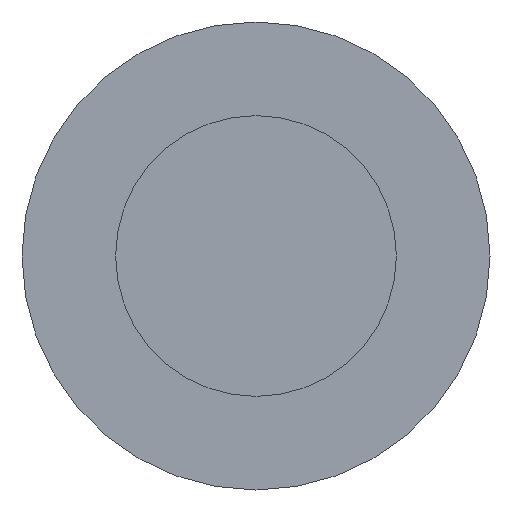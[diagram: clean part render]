
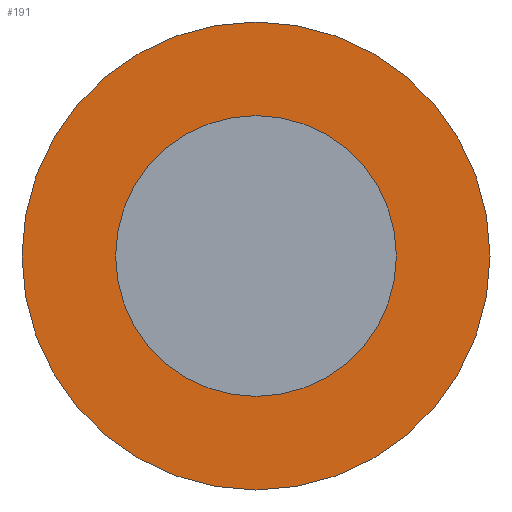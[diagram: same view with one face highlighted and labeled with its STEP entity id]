
A CAD part, left-side view. The second image highlights one B-rep face of the part: STEP entity #191.
In plain terms, the highlighted planar face has unit normal (-1, 0, 0).
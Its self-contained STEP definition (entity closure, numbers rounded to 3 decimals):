
#7 = DIRECTION ( 'NONE',  ( 0., 0., 1. ) ) ;
#26 = AXIS2_PLACEMENT_3D ( 'NONE', #133, #100, #76 ) ;
#45 = VERTEX_POINT ( 'NONE', #249 ) ;
#51 = EDGE_LOOP ( 'NONE', ( #104, #71 ) ) ;
#54 = EDGE_CURVE ( 'NONE', #220, #306, #242, .T. ) ;
#57 = DIRECTION ( 'NONE',  ( 1., 0., 0. ) ) ;
#60 = AXIS2_PLACEMENT_3D ( 'NONE', #121, #84, #283 ) ;
#65 = CIRCLE ( 'NONE', #60, 3. ) ;
#71 = ORIENTED_EDGE ( 'NONE', *, *, #54, .T. ) ;
#76 = DIRECTION ( 'NONE',  ( 0., 0., 1. ) ) ;
#79 = CARTESIAN_POINT ( 'NONE',  ( -1.5, 3., 0. ) ) ;
#84 = DIRECTION ( 'NONE',  ( -1., 0., 0. ) ) ;
#90 = DIRECTION ( 'NONE',  ( -1., 0., 0. ) ) ;
#100 = DIRECTION ( 'NONE',  ( -1., 0., 0. ) ) ;
#104 = ORIENTED_EDGE ( 'NONE', *, *, #276, .T. ) ;
#120 = DIRECTION ( 'NONE',  ( -1., 0., 0. ) ) ;
#121 = CARTESIAN_POINT ( 'NONE',  ( -1.5, 0., 0. ) ) ;
#125 = AXIS2_PLACEMENT_3D ( 'NONE', #79, #57, #287 ) ;
#128 = EDGE_CURVE ( 'NONE', #45, #223, #299, .T. ) ;
#130 = FACE_BOUND ( 'NONE', #194, .T. ) ;
#133 = CARTESIAN_POINT ( 'NONE',  ( -1.5, 0., 0. ) ) ;
#138 = CARTESIAN_POINT ( 'NONE',  ( -1.5, 0., -5. ) ) ;
#150 = ORIENTED_EDGE ( 'NONE', *, *, #328, .F. ) ;
#191 = ADVANCED_FACE ( 'NONE', ( #130, #201 ), #229, .F. ) ;
#192 = AXIS2_PLACEMENT_3D ( 'NONE', #245, #120, #219 ) ;
#194 = EDGE_LOOP ( 'NONE', ( #150, #277 ) ) ;
#201 = FACE_OUTER_BOUND ( 'NONE', #51, .T. ) ;
#205 = CIRCLE ( 'NONE', #286, 5. ) ;
#219 = DIRECTION ( 'NONE',  ( 0., 0., 1. ) ) ;
#220 = VERTEX_POINT ( 'NONE', #138 ) ;
#223 = VERTEX_POINT ( 'NONE', #314 ) ;
#229 = PLANE ( 'NONE',  #125 ) ;
#238 = CARTESIAN_POINT ( 'NONE',  ( -1.5, 0., 5. ) ) ;
#242 = CIRCLE ( 'NONE', #192, 5. ) ;
#245 = CARTESIAN_POINT ( 'NONE',  ( -1.5, 0., 0. ) ) ;
#249 = CARTESIAN_POINT ( 'NONE',  ( -1.5, 0., -3. ) ) ;
#263 = CARTESIAN_POINT ( 'NONE',  ( -1.5, 0., 0. ) ) ;
#276 = EDGE_CURVE ( 'NONE', #306, #220, #205, .T. ) ;
#277 = ORIENTED_EDGE ( 'NONE', *, *, #128, .F. ) ;
#283 = DIRECTION ( 'NONE',  ( 0., 0., 1. ) ) ;
#286 = AXIS2_PLACEMENT_3D ( 'NONE', #263, #90, #7 ) ;
#287 = DIRECTION ( 'NONE',  ( 0., 0., -1. ) ) ;
#299 = CIRCLE ( 'NONE', #26, 3. ) ;
#306 = VERTEX_POINT ( 'NONE', #238 ) ;
#314 = CARTESIAN_POINT ( 'NONE',  ( -1.5, 0., 3. ) ) ;
#328 = EDGE_CURVE ( 'NONE', #223, #45, #65, .T. ) ;
